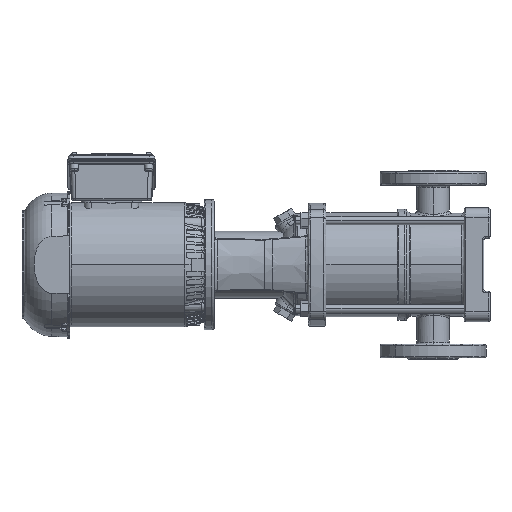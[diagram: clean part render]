
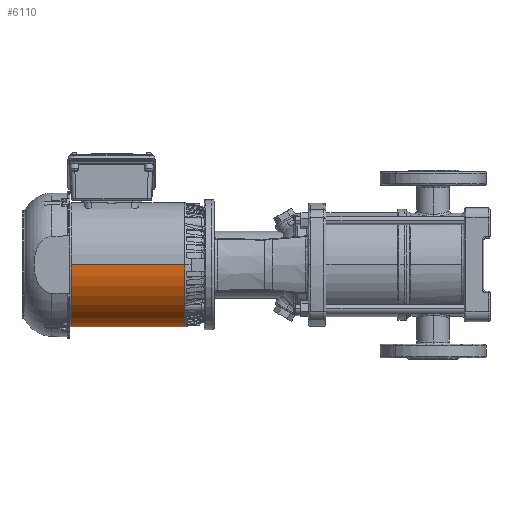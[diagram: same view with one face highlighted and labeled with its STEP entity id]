
A CAD part, left-side view. The second image highlights one B-rep face of the part: STEP entity #6110.
In plain terms, the highlighted cylindrical face has radius 81.875 mm (diameter 163.75 mm), a partial arc.
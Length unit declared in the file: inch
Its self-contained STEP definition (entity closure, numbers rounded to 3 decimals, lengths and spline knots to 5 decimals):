
#3966 = EDGE_CURVE ( 'NONE', #21637, #10901, #12705, .T. ) ;
#4886 = CARTESIAN_POINT ( 'NONE',  ( -3.46566, 0.03355, 0. ) ) ;
#6110 = ADVANCED_FACE ( 'NONE', ( #103350 ), #44925, .T. ) ;
#7191 = DIRECTION ( 'NONE',  ( 1., 0., 0. ) ) ;
#8297 = AXIS2_PLACEMENT_3D ( 'NONE', #4886, #56011, #39162 ) ;
#8755 = EDGE_CURVE ( 'NONE', #21637, #99798, #15865, .T. ) ;
#8988 = DIRECTION ( 'NONE',  ( 0., 0., 1. ) ) ;
#10081 = CARTESIAN_POINT ( 'NONE',  ( 23.27349, 0.03355, 0. ) ) ;
#10901 = VERTEX_POINT ( 'NONE', #70142 ) ;
#12705 = LINE ( 'NONE', #81229, #51509 ) ;
#15071 = LINE ( 'NONE', #94216, #37673 ) ;
#15082 = EDGE_CURVE ( 'NONE', #51621, #99798, #15071, .T. ) ;
#15865 = CIRCLE ( 'NONE', #26603, 3.22343 ) ;
#21637 = VERTEX_POINT ( 'NONE', #38196 ) ;
#24946 = EDGE_CURVE ( 'NONE', #51621, #10901, #80076, .T. ) ;
#26603 = AXIS2_PLACEMENT_3D ( 'NONE', #97466, #45237, #105877 ) ;
#35085 = ORIENTED_EDGE ( 'NONE', *, *, #8755, .T. ) ;
#37673 = VECTOR ( 'NONE', #7191, 39.37008 ) ;
#38196 = CARTESIAN_POINT ( 'NONE',  ( 2.43986, 0.03355, -3.22343 ) ) ;
#39162 = DIRECTION ( 'NONE',  ( 0., -1., 0. ) ) ;
#44365 = ORIENTED_EDGE ( 'NONE', *, *, #24946, .T. ) ;
#44925 = CYLINDRICAL_SURFACE ( 'NONE', #64049, 3.22343 ) ;
#45237 = DIRECTION ( 'NONE',  ( -1., 0., 0. ) ) ;
#51509 = VECTOR ( 'NONE', #71685, 39.37008 ) ;
#51621 = VERTEX_POINT ( 'NONE', #72945 ) ;
#56011 = DIRECTION ( 'NONE',  ( 1., 0., 0. ) ) ;
#60133 = DIRECTION ( 'NONE',  ( -1., 0., 0. ) ) ;
#64049 = AXIS2_PLACEMENT_3D ( 'NONE', #10081, #60133, #8988 ) ;
#64754 = ORIENTED_EDGE ( 'NONE', *, *, #3966, .F. ) ;
#66708 = EDGE_LOOP ( 'NONE', ( #64754, #35085, #95674, #44365 ) ) ;
#70142 = CARTESIAN_POINT ( 'NONE',  ( -3.46566, 0.03355, -3.22343 ) ) ;
#71685 = DIRECTION ( 'NONE',  ( -1., 0., 0. ) ) ;
#72945 = CARTESIAN_POINT ( 'NONE',  ( -3.46566, -3.18987, 0. ) ) ;
#80076 = CIRCLE ( 'NONE', #8297, 3.22343 ) ;
#81229 = CARTESIAN_POINT ( 'NONE',  ( 23.27349, 0.03355, -3.22343 ) ) ;
#94216 = CARTESIAN_POINT ( 'NONE',  ( 23.27349, -3.18987, 0. ) ) ;
#95674 = ORIENTED_EDGE ( 'NONE', *, *, #15082, .F. ) ;
#97466 = CARTESIAN_POINT ( 'NONE',  ( 2.43986, 0.03355, 0. ) ) ;
#99798 = VERTEX_POINT ( 'NONE', #107878 ) ;
#103350 = FACE_OUTER_BOUND ( 'NONE', #66708, .T. ) ;
#105877 = DIRECTION ( 'NONE',  ( 0., 1., 0. ) ) ;
#107878 = CARTESIAN_POINT ( 'NONE',  ( 2.43986, -3.18987, 0. ) ) ;
